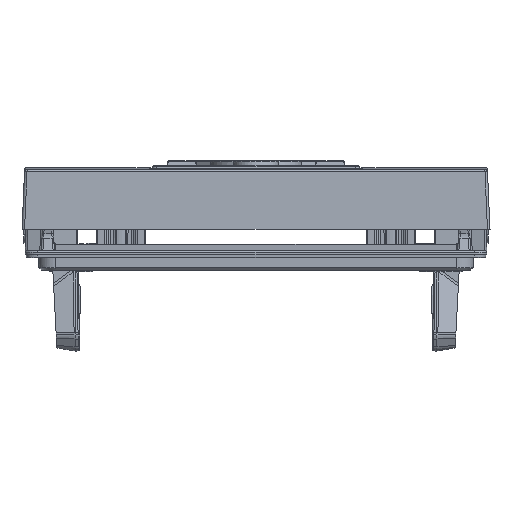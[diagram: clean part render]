
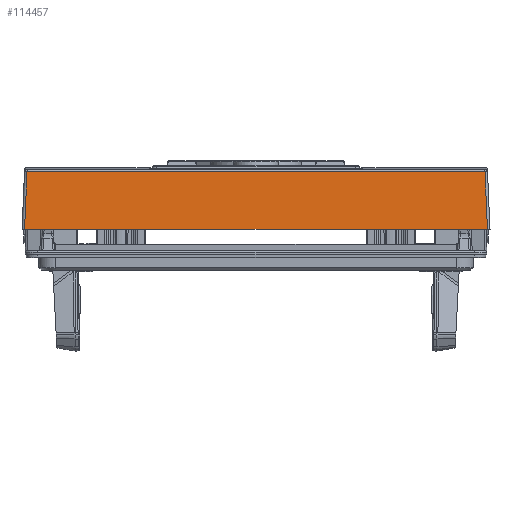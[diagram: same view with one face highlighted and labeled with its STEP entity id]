
A CAD part, front view. The second image highlights one B-rep face of the part: STEP entity #114457.
In plain terms, the highlighted face is planar.
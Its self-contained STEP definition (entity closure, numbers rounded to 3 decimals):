
#86540=CARTESIAN_POINT('',(-27.5,0.602,27.3));
#86554=CARTESIAN_POINT('',(27.5,0.602,27.3));
#86663=DIRECTION('',(-0.044,-0.998,0.044));
#86664=VECTOR('',#86663,6.834);
#86665=CARTESIAN_POINT('',(-27.202,7.423,
27.002));
#86666=LINE('3431',#86665,#86664);
#86667=DIRECTION('',(-1.,0.,0.));
#86668=VECTOR('',#86667,54.405);
#86669=CARTESIAN_POINT('',(27.202,7.423,27.002));
#86670=LINE('22885',#86669,#86668);
#86671=DIRECTION('',(0.044,-0.998,0.044));
#86672=VECTOR('',#86671,6.834);
#86673=CARTESIAN_POINT('',(27.202,7.423,27.002));
#86674=LINE('3432',#86673,#86672);
#86675=DIRECTION('',(1.,0.,0.));
#86676=VECTOR('',#86675,55.001);
#86677=CARTESIAN_POINT('',(-27.5,0.602,27.3));
#86678=LINE('3416',#86677,#86676);
#108772=VERTEX_POINT('',#86540);
#108775=VERTEX_POINT('',#86554);
#108782=CARTESIAN_POINT('',(-27.202,7.423,
27.002));
#108783=VERTEX_POINT('',#108782);
#108784=CARTESIAN_POINT('',(27.202,7.423,
27.002));
#108785=VERTEX_POINT('',#108784);
#114445=CARTESIAN_POINT('',(-28.92,0.602,27.3));
#114446=DIRECTION('',(0.,0.044,0.999));
#114447=DIRECTION('',(-1.,0.,0.));
#114448=AXIS2_PLACEMENT_3D('',#114445,#114446,#114447);
#114449=PLANE('3306',#114448);
#114450=ORIENTED_EDGE('3431',*,*,#114294,.F.);
#114452=ORIENTED_EDGE('22885',*,*,#114451,.F.);
#114453=ORIENTED_EDGE('3432',*,*,#114436,.T.);
#114454=ORIENTED_EDGE('3416',*,*,#114268,.F.);
#114455=EDGE_LOOP('3306',(#114450,#114452,#114453,#114454));
#114456=FACE_OUTER_BOUND('3306',#114455,.F.);
#114268=EDGE_CURVE('3416',#108772,#108775,#86678,.T.);
#114294=EDGE_CURVE('3431',#108783,#108772,#86666,.T.);
#114436=EDGE_CURVE('3432',#108785,#108775,#86674,.T.);
#114451=EDGE_CURVE('22885',#108785,#108783,#86670,.T.);
#114457=ADVANCED_FACE('3306',(#114456),#114449,.T.);
